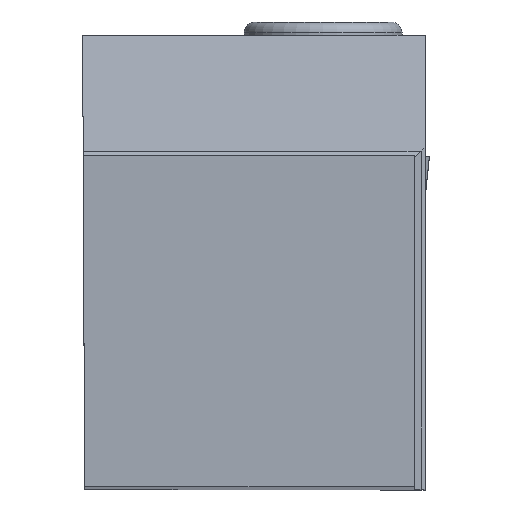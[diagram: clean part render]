
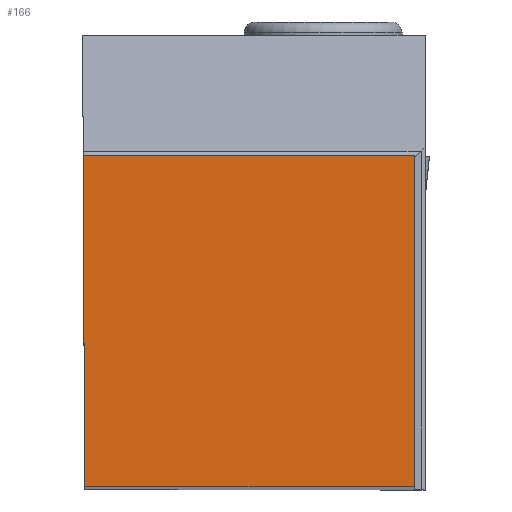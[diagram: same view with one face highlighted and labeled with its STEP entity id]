
A CAD part, top view. The second image highlights one B-rep face of the part: STEP entity #166.
In plain terms, the highlighted planar face has unit normal (0, 0, 1).
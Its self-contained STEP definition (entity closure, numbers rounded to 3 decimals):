
#166=ADVANCED_FACE('BLANK_BOXF006',(#270),#215,.F.);
#215=PLANE('',#1303);
#270=FACE_OUTER_BOUND('',#327,.T.);
#327=EDGE_LOOP('',(#839,#840,#841,#842));
#446=LINE('',#2040,#577);
#456=LINE('',#2061,#587);
#460=LINE('',#2069,#591);
#461=LINE('',#2071,#592);
#577=VECTOR('',#1533,1.);
#587=VECTOR('',#1551,1.);
#591=VECTOR('',#1557,1.);
#592=VECTOR('',#1558,1.);
#839=ORIENTED_EDGE('',*,*,#1154,.T.);
#840=ORIENTED_EDGE('',*,*,#1155,.T.);
#841=ORIENTED_EDGE('',*,*,#1150,.T.);
#842=ORIENTED_EDGE('',*,*,#1139,.T.);
#1002=VERTEX_POINT('',#2039);
#1003=VERTEX_POINT('',#2041);
#1010=VERTEX_POINT('',#2062);
#1013=VERTEX_POINT('',#2070);
#1139=EDGE_CURVE('',#1003,#1002,#446,.T.);
#1150=EDGE_CURVE('',#1010,#1003,#456,.T.);
#1154=EDGE_CURVE('',#1002,#1013,#460,.T.);
#1155=EDGE_CURVE('',#1013,#1010,#461,.T.);
#1303=AXIS2_PLACEMENT_3D('',#2072,#1559,#1560);
#1533=DIRECTION('',(1.,0.,0.));
#1551=DIRECTION('',(0.004,-1.,0.));
#1557=DIRECTION('',(0.,1.,0.));
#1558=DIRECTION('',(-1.,0.,0.));
#1559=DIRECTION('',(0.,0.,-1.));
#1560=DIRECTION('',(0.,-1.,0.));
#2039=CARTESIAN_POINT('',(24.875,0.,0.));
#2040=CARTESIAN_POINT('',(-150.35,0.,0.));
#2041=CARTESIAN_POINT('',(0.109,0.,0.));
#2061=CARTESIAN_POINT('',(-0.547,150.349,0.));
#2062=CARTESIAN_POINT('',(0.,24.875,0.));
#2069=CARTESIAN_POINT('',(24.875,-150.35,0.));
#2070=CARTESIAN_POINT('',(24.875,24.875,0.));
#2071=CARTESIAN_POINT('',(150.35,24.875,0.));
#2072=CARTESIAN_POINT('',(25.675,-5.,0.));
